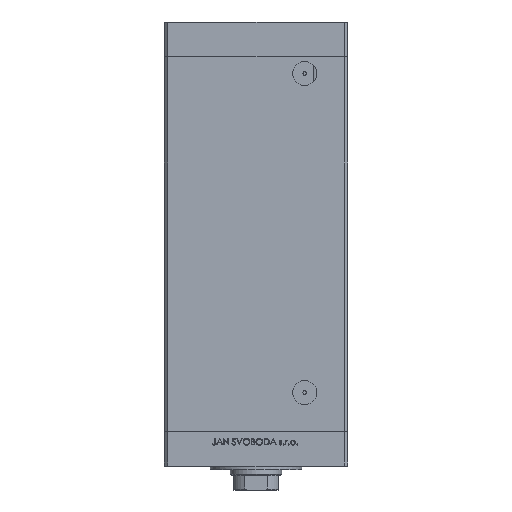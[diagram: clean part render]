
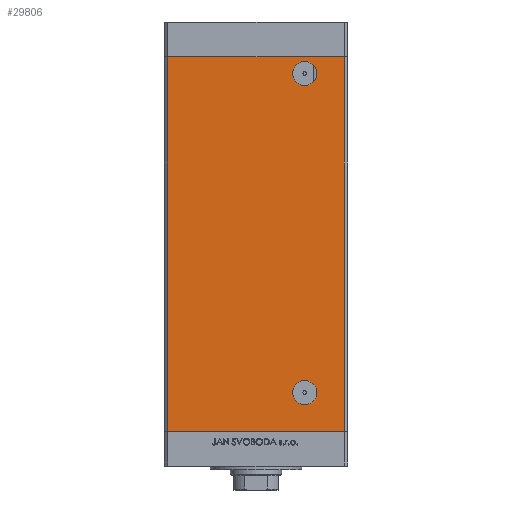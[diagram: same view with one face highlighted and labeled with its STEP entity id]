
A CAD part, front view. The second image highlights one B-rep face of the part: STEP entity #29806.
In plain terms, the highlighted planar face has unit normal (0, -1, 0).
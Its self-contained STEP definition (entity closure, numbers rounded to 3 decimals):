
#1952 = CIRCLE ( 'NONE', #22169, 6.58 ) ;
#2857 = LINE ( 'NONE', #29941, #37164 ) ;
#3378 = EDGE_CURVE ( 'NONE', #29456, #10878, #2857, .T. ) ;
#5323 = CIRCLE ( 'NONE', #27140, 6.58 ) ;
#5459 = CARTESIAN_POINT ( 'NONE',  ( 26.5, -43.5, 21. ) ) ;
#5644 = CARTESIAN_POINT ( 'NONE',  ( -48., -43.5, 0. ) ) ;
#7381 = CARTESIAN_POINT ( 'NONE',  ( 48., -43.5, 203.5 ) ) ;
#8064 = ORIENTED_EDGE ( 'NONE', *, *, #38246, .F. ) ;
#9224 = DIRECTION ( 'NONE',  ( 1., 0., 0. ) ) ;
#9507 = AXIS2_PLACEMENT_3D ( 'NONE', #41840, #41594, #15515 ) ;
#9987 = DIRECTION ( 'NONE',  ( 0., 1., 0. ) ) ;
#10766 = VECTOR ( 'NONE', #9224, 1000. ) ;
#10878 = VERTEX_POINT ( 'NONE', #25746 ) ;
#10966 = DIRECTION ( 'NONE',  ( 0., 0., -1. ) ) ;
#10977 = AXIS2_PLACEMENT_3D ( 'NONE', #33752, #9987, #14528 ) ;
#12039 = CARTESIAN_POINT ( 'NONE',  ( 48., -43.5, 203.5 ) ) ;
#14528 = DIRECTION ( 'NONE',  ( 0., 0., -1. ) ) ;
#14543 = EDGE_CURVE ( 'NONE', #35911, #35534, #1952, .T. ) ;
#15515 = DIRECTION ( 'NONE',  ( 0., 0., -1. ) ) ;
#15907 = EDGE_CURVE ( 'NONE', #29456, #21454, #21633, .T. ) ;
#16142 = PLANE ( 'NONE',  #47490 ) ;
#16879 = DIRECTION ( 'NONE',  ( 0., -1., 0. ) ) ;
#20695 = FACE_BOUND ( 'NONE', #28318, .T. ) ;
#20716 = ORIENTED_EDGE ( 'NONE', *, *, #15907, .F. ) ;
#21454 = VERTEX_POINT ( 'NONE', #12039 ) ;
#21633 = LINE ( 'NONE', #25174, #10766 ) ;
#21657 = EDGE_CURVE ( 'NONE', #40360, #33367, #43331, .T. ) ;
#22169 = AXIS2_PLACEMENT_3D ( 'NONE', #5459, #16879, #39896 ) ;
#22527 = CARTESIAN_POINT ( 'NONE',  ( 26.5, -43.5, 187.92 ) ) ;
#22835 = DIRECTION ( 'NONE',  ( 0., 0., -1. ) ) ;
#23337 = LINE ( 'NONE', #7381, #37046 ) ;
#23488 = FACE_BOUND ( 'NONE', #49323, .T. ) ;
#25174 = CARTESIAN_POINT ( 'NONE',  ( -48., -43.5, 203.5 ) ) ;
#25634 = DIRECTION ( 'NONE',  ( 1., 0., 0. ) ) ;
#25746 = CARTESIAN_POINT ( 'NONE',  ( -48., -43.5, 0. ) ) ;
#25918 = DIRECTION ( 'NONE',  ( 0., 1., 0. ) ) ;
#26750 = CARTESIAN_POINT ( 'NONE',  ( 26.5, -43.5, 14.42 ) ) ;
#27140 = AXIS2_PLACEMENT_3D ( 'NONE', #38045, #25918, #10966 ) ;
#28318 = EDGE_LOOP ( 'NONE', ( #38945, #43008 ) ) ;
#29456 = VERTEX_POINT ( 'NONE', #42529 ) ;
#29806 = ADVANCED_FACE ( 'NONE', ( #20695, #39665, #23488 ), #16142, .F. ) ;
#29941 = CARTESIAN_POINT ( 'NONE',  ( -48., -43.5, 203.5 ) ) ;
#31190 = EDGE_CURVE ( 'NONE', #33367, #40360, #5323, .T. ) ;
#33367 = VERTEX_POINT ( 'NONE', #22527 ) ;
#33621 = EDGE_LOOP ( 'NONE', ( #35366, #8064, #20716, #49886 ) ) ;
#33752 = CARTESIAN_POINT ( 'NONE',  ( 26.5, -43.5, 194.5 ) ) ;
#35024 = CARTESIAN_POINT ( 'NONE',  ( 48., -43.5, 0. ) ) ;
#35366 = ORIENTED_EDGE ( 'NONE', *, *, #39333, .T. ) ;
#35534 = VERTEX_POINT ( 'NONE', #26750 ) ;
#35855 = CARTESIAN_POINT ( 'NONE',  ( -48., -43.5, 203.5 ) ) ;
#35911 = VERTEX_POINT ( 'NONE', #36214 ) ;
#36214 = CARTESIAN_POINT ( 'NONE',  ( 26.5, -43.5, 27.58 ) ) ;
#37046 = VECTOR ( 'NONE', #22835, 1000. ) ;
#37164 = VECTOR ( 'NONE', #41593, 1000. ) ;
#38045 = CARTESIAN_POINT ( 'NONE',  ( 26.5, -43.5, 194.5 ) ) ;
#38246 = EDGE_CURVE ( 'NONE', #21454, #39899, #23337, .T. ) ;
#38945 = ORIENTED_EDGE ( 'NONE', *, *, #40691, .F. ) ;
#39333 = EDGE_CURVE ( 'NONE', #10878, #39899, #40331, .T. ) ;
#39665 = FACE_OUTER_BOUND ( 'NONE', #33621, .T. ) ;
#39896 = DIRECTION ( 'NONE',  ( 0., 0., -1. ) ) ;
#39899 = VERTEX_POINT ( 'NONE', #35024 ) ;
#40331 = LINE ( 'NONE', #5644, #41968 ) ;
#40360 = VERTEX_POINT ( 'NONE', #46445 ) ;
#40691 = EDGE_CURVE ( 'NONE', #35534, #35911, #44265, .T. ) ;
#41593 = DIRECTION ( 'NONE',  ( 0., 0., -1. ) ) ;
#41594 = DIRECTION ( 'NONE',  ( 0., -1., 0. ) ) ;
#41840 = CARTESIAN_POINT ( 'NONE',  ( 26.5, -43.5, 21. ) ) ;
#41968 = VECTOR ( 'NONE', #25634, 1000. ) ;
#42529 = CARTESIAN_POINT ( 'NONE',  ( -48., -43.5, 203.5 ) ) ;
#43008 = ORIENTED_EDGE ( 'NONE', *, *, #14543, .F. ) ;
#43090 = ORIENTED_EDGE ( 'NONE', *, *, #31190, .T. ) ;
#43331 = CIRCLE ( 'NONE', #10977, 6.58 ) ;
#43463 = DIRECTION ( 'NONE',  ( 0., 0., 1. ) ) ;
#44265 = CIRCLE ( 'NONE', #9507, 6.58 ) ;
#44305 = ORIENTED_EDGE ( 'NONE', *, *, #21657, .T. ) ;
#46445 = CARTESIAN_POINT ( 'NONE',  ( 26.5, -43.5, 201.08 ) ) ;
#47270 = DIRECTION ( 'NONE',  ( 0., 1., 0. ) ) ;
#47490 = AXIS2_PLACEMENT_3D ( 'NONE', #35855, #47270, #43463 ) ;
#49323 = EDGE_LOOP ( 'NONE', ( #43090, #44305 ) ) ;
#49886 = ORIENTED_EDGE ( 'NONE', *, *, #3378, .T. ) ;
